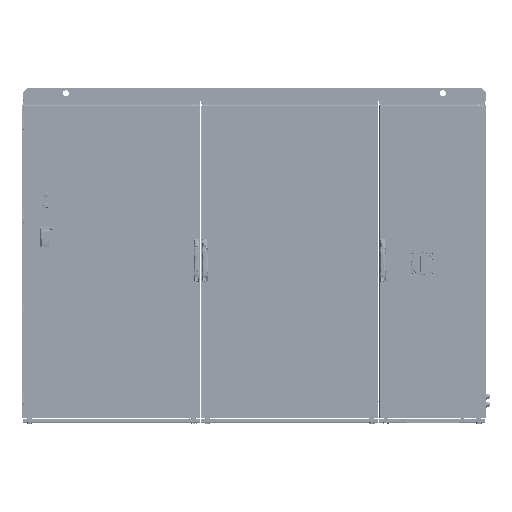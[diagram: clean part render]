
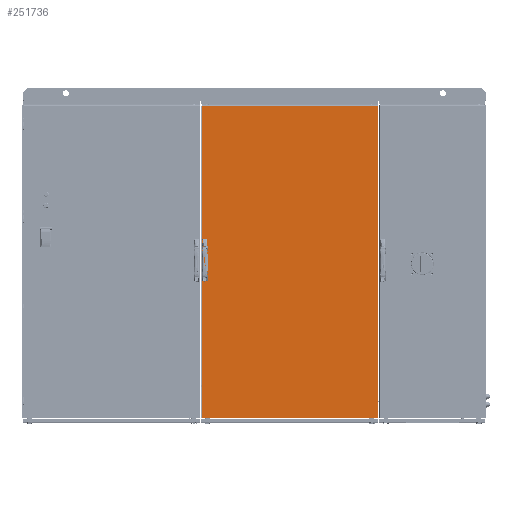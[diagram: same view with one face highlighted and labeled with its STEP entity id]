
A CAD part, top view. The second image highlights one B-rep face of the part: STEP entity #251736.
In plain terms, the highlighted planar face has unit normal (0, 0, 1).
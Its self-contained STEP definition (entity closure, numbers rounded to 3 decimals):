
#9166 = PLANE ( 'NONE',  #320715 ) ;
#16325 = ORIENTED_EDGE ( 'NONE', *, *, #242618, .T. ) ;
#16997 = LINE ( 'NONE', #283223, #322646 ) ;
#17047 = VERTEX_POINT ( 'NONE', #237113 ) ;
#18402 = CARTESIAN_POINT ( 'NONE',  ( 63.5, -773., 57. ) ) ;
#19979 = LINE ( 'NONE', #421410, #97459 ) ;
#21759 = DIRECTION ( 'NONE',  ( 0., 1., 0. ) ) ;
#28387 = DIRECTION ( 'NONE',  ( 0., -1., 0. ) ) ;
#33242 = CARTESIAN_POINT ( 'NONE',  ( 88.5, -823., 57. ) ) ;
#33517 = CARTESIAN_POINT ( 'NONE',  ( 59.015, -1725.485, 57. ) ) ;
#33743 = EDGE_CURVE ( 'NONE', #124153, #268730, #296775, .T. ) ;
#34084 = CARTESIAN_POINT ( 'NONE',  ( 63.5, -873., 57. ) ) ;
#37551 = LINE ( 'NONE', #43997, #291468 ) ;
#38395 = VECTOR ( 'NONE', #336372, 1000. ) ;
#39918 = LINE ( 'NONE', #400036, #83201 ) ;
#43997 = CARTESIAN_POINT ( 'NONE',  ( 308.75, -823., 57. ) ) ;
#46920 = VECTOR ( 'NONE', #28387, 1000. ) ;
#56204 = CARTESIAN_POINT ( 'NONE',  ( 63.5, -860.5, 57. ) ) ;
#58350 = LINE ( 'NONE', #56204, #144788 ) ;
#62035 = ORIENTED_EDGE ( 'NONE', *, *, #358272, .T. ) ;
#63598 = EDGE_CURVE ( 'NONE', #255795, #124153, #353845, .T. ) ;
#67602 = CARTESIAN_POINT ( 'NONE',  ( 88.5, -835.5, 57. ) ) ;
#76853 = VECTOR ( 'NONE', #224249, 1000. ) ;
#78984 = DIRECTION ( 'NONE',  ( 0., 0., 1. ) ) ;
#83201 = VECTOR ( 'NONE', #172969, 1000. ) ;
#83272 = ORIENTED_EDGE ( 'NONE', *, *, #315371, .T. ) ;
#91241 = CARTESIAN_POINT ( 'NONE',  ( 88.5, -885.5, 57. ) ) ;
#95897 = VERTEX_POINT ( 'NONE', #194237 ) ;
#96508 = ORIENTED_EDGE ( 'NONE', *, *, #324650, .T. ) ;
#97459 = VECTOR ( 'NONE', #423550, 1000. ) ;
#101413 = DIRECTION ( 'NONE',  ( 1., 0., 0. ) ) ;
#106827 = CARTESIAN_POINT ( 'NONE',  ( 63.5, -923., 57. ) ) ;
#115959 = ORIENTED_EDGE ( 'NONE', *, *, #397894, .T. ) ;
#124153 = VERTEX_POINT ( 'NONE', #252624 ) ;
#128534 = CARTESIAN_POINT ( 'NONE',  ( 1048.985, -408., 57. ) ) ;
#144788 = VECTOR ( 'NONE', #191382, 1000. ) ;
#152755 = CARTESIAN_POINT ( 'NONE',  ( 802.75, -1725.485, 57. ) ) ;
#164475 = EDGE_LOOP ( 'NONE', ( #251425, #235303, #370942, #83272 ) ) ;
#172969 = DIRECTION ( 'NONE',  ( -1., 0., 0. ) ) ;
#191382 = DIRECTION ( 'NONE',  ( 0., 1., 0. ) ) ;
#191844 = ORIENTED_EDGE ( 'NONE', *, *, #63598, .T. ) ;
#191995 = EDGE_CURVE ( 'NONE', #17047, #288479, #396534, .T. ) ;
#194237 = CARTESIAN_POINT ( 'NONE',  ( 63.5, -823., 57. ) ) ;
#203215 = CARTESIAN_POINT ( 'NONE',  ( 63.5, -810.5, 57. ) ) ;
#207684 = FACE_BOUND ( 'NONE', #164475, .T. ) ;
#211995 = DIRECTION ( 'NONE',  ( 1., 0., 0. ) ) ;
#216404 = CARTESIAN_POINT ( 'NONE',  ( 321.25, -773., 57. ) ) ;
#224249 = DIRECTION ( 'NONE',  ( 0., -1., 0. ) ) ;
#233986 = CARTESIAN_POINT ( 'NONE',  ( 1048.985, -1725.485, 57. ) ) ;
#235303 = ORIENTED_EDGE ( 'NONE', *, *, #288701, .T. ) ;
#236063 = VERTEX_POINT ( 'NONE', #34084 ) ;
#236156 = FACE_BOUND ( 'NONE', #305746, .T. ) ;
#237076 = EDGE_CURVE ( 'NONE', #247909, #236063, #58350, .T. ) ;
#237113 = CARTESIAN_POINT ( 'NONE',  ( 88.5, -873., 57. ) ) ;
#242618 = EDGE_CURVE ( 'NONE', #428895, #272168, #19979, .T. ) ;
#246673 = VECTOR ( 'NONE', #418953, 1000. ) ;
#247909 = VERTEX_POINT ( 'NONE', #106827 ) ;
#248358 = DIRECTION ( 'NONE',  ( 0., -1., 0. ) ) ;
#251425 = ORIENTED_EDGE ( 'NONE', *, *, #237076, .T. ) ;
#251736 = ADVANCED_FACE ( 'NONE', ( #236156, #207684, #308174 ), #9166, .T. ) ;
#252624 = CARTESIAN_POINT ( 'NONE',  ( 88.5, -773., 57. ) ) ;
#253152 = LINE ( 'NONE', #152755, #246673 ) ;
#255795 = VERTEX_POINT ( 'NONE', #18402 ) ;
#267231 = LINE ( 'NONE', #400301, #307665 ) ;
#268730 = VERTEX_POINT ( 'NONE', #33242 ) ;
#270868 = LINE ( 'NONE', #203215, #38395 ) ;
#272168 = VERTEX_POINT ( 'NONE', #362553 ) ;
#283223 = CARTESIAN_POINT ( 'NONE',  ( 59.015, -1286.743, 57. ) ) ;
#284943 = CARTESIAN_POINT ( 'NONE',  ( 88.5, -923., 57. ) ) ;
#288479 = VERTEX_POINT ( 'NONE', #284943 ) ;
#288701 = EDGE_CURVE ( 'NONE', #236063, #17047, #267231, .T. ) ;
#290506 = DIRECTION ( 'NONE',  ( 1., 0., 0. ) ) ;
#291468 = VECTOR ( 'NONE', #310268, 1000. ) ;
#296775 = LINE ( 'NONE', #67602, #46920 ) ;
#299603 = VECTOR ( 'NONE', #290506, 1000. ) ;
#303502 = EDGE_CURVE ( 'NONE', #268730, #95897, #37551, .T. ) ;
#305746 = EDGE_LOOP ( 'NONE', ( #397495, #191844, #332746, #356012 ) ) ;
#306247 = VERTEX_POINT ( 'NONE', #233986 ) ;
#307665 = VECTOR ( 'NONE', #101413, 1000. ) ;
#308174 = FACE_OUTER_BOUND ( 'NONE', #366528, .T. ) ;
#310268 = DIRECTION ( 'NONE',  ( -1., 0., 0. ) ) ;
#315371 = EDGE_CURVE ( 'NONE', #288479, #247909, #39918, .T. ) ;
#320715 = AXIS2_PLACEMENT_3D ( 'NONE', #377880, #78984, #211995 ) ;
#322646 = VECTOR ( 'NONE', #248358, 1000. ) ;
#324650 = EDGE_CURVE ( 'NONE', #346604, #306247, #253152, .T. ) ;
#332746 = ORIENTED_EDGE ( 'NONE', *, *, #33743, .T. ) ;
#336372 = DIRECTION ( 'NONE',  ( 0., 1., 0. ) ) ;
#346604 = VERTEX_POINT ( 'NONE', #33517 ) ;
#349298 = CARTESIAN_POINT ( 'NONE',  ( 1048.985, 29.485, 57. ) ) ;
#353845 = LINE ( 'NONE', #216404, #299603 ) ;
#356012 = ORIENTED_EDGE ( 'NONE', *, *, #303502, .T. ) ;
#358272 = EDGE_CURVE ( 'NONE', #272168, #346604, #16997, .T. ) ;
#362553 = CARTESIAN_POINT ( 'NONE',  ( 59.015, 29.485, 57. ) ) ;
#366528 = EDGE_LOOP ( 'NONE', ( #16325, #62035, #96508, #115959 ) ) ;
#370942 = ORIENTED_EDGE ( 'NONE', *, *, #191995, .T. ) ;
#377880 = CARTESIAN_POINT ( 'NONE',  ( 554., -848., 57. ) ) ;
#388299 = LINE ( 'NONE', #128534, #431572 ) ;
#396534 = LINE ( 'NONE', #91241, #76853 ) ;
#397495 = ORIENTED_EDGE ( 'NONE', *, *, #407921, .T. ) ;
#397894 = EDGE_CURVE ( 'NONE', #306247, #428895, #388299, .T. ) ;
#400036 = CARTESIAN_POINT ( 'NONE',  ( 308.75, -923., 57. ) ) ;
#400301 = CARTESIAN_POINT ( 'NONE',  ( 321.25, -873., 57. ) ) ;
#407921 = EDGE_CURVE ( 'NONE', #95897, #255795, #270868, .T. ) ;
#418953 = DIRECTION ( 'NONE',  ( 1., 0., 0. ) ) ;
#421410 = CARTESIAN_POINT ( 'NONE',  ( 306.507, 29.485, 57. ) ) ;
#423550 = DIRECTION ( 'NONE',  ( -1., 0., 0. ) ) ;
#428895 = VERTEX_POINT ( 'NONE', #349298 ) ;
#431572 = VECTOR ( 'NONE', #21759, 1000. ) ;
